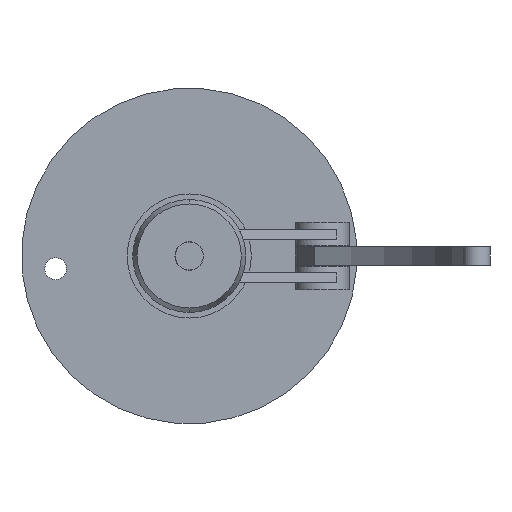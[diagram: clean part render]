
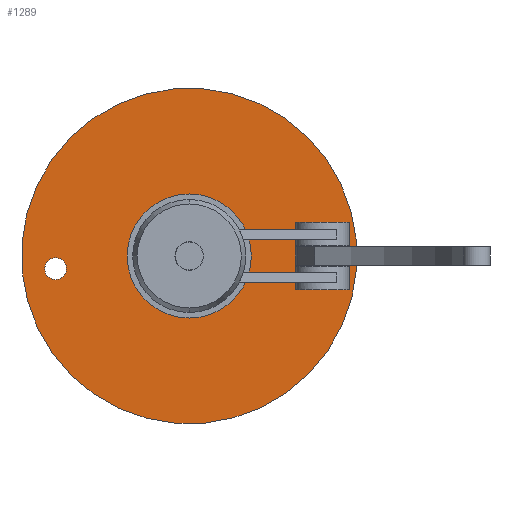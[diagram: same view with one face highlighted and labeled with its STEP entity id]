
A CAD part, front view. The second image highlights one B-rep face of the part: STEP entity #1289.
In plain terms, the highlighted planar face has unit normal (0, -1, 0).
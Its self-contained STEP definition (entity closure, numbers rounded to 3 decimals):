
#30 = CARTESIAN_POINT ( 'NONE',  ( 0., 0., 0. ) ) ;
#64 = CIRCLE ( 'NONE', #1742, 9. ) ;
#139 = DIRECTION ( 'NONE',  ( 0., 0., 1. ) ) ;
#167 = VERTEX_POINT ( 'NONE', #578 ) ;
#186 = DIRECTION ( 'NONE',  ( 0., 1., 0. ) ) ;
#198 = FACE_BOUND ( 'NONE', #2949, .T. ) ;
#213 = DIRECTION ( 'NONE',  ( 0., 0., 1. ) ) ;
#294 = CIRCLE ( 'NONE', #1499, 3.25 ) ;
#306 = FACE_OUTER_BOUND ( 'NONE', #2402, .T. ) ;
#392 = VERTEX_POINT ( 'NONE', #2048 ) ;
#425 = AXIS2_PLACEMENT_3D ( 'NONE', #3304, #1770, #213 ) ;
#484 = CARTESIAN_POINT ( 'NONE',  ( 0., 0., 0. ) ) ;
#578 = CARTESIAN_POINT ( 'NONE',  ( -40., 0., -3.25 ) ) ;
#586 = EDGE_CURVE ( 'NONE', #3007, #1791, #656, .T. ) ;
#599 = VERTEX_POINT ( 'NONE', #1879 ) ;
#656 = CIRCLE ( 'NONE', #1558, 9. ) ;
#702 = CIRCLE ( 'NONE', #816, 3.25 ) ;
#737 = DIRECTION ( 'NONE',  ( 0., 0., -1. ) ) ;
#803 = DIRECTION ( 'NONE',  ( 0., 0., -1. ) ) ;
#816 = AXIS2_PLACEMENT_3D ( 'NONE', #3211, #1681, #139 ) ;
#823 = CIRCLE ( 'NONE', #1274, 3.25 ) ;
#838 = AXIS2_PLACEMENT_3D ( 'NONE', #2891, #1353, #3140 ) ;
#842 = CARTESIAN_POINT ( 'NONE',  ( -40., 0., 0. ) ) ;
#904 = ORIENTED_EDGE ( 'NONE', *, *, #2003, .F. ) ;
#910 = CARTESIAN_POINT ( 'NONE',  ( 0., 0., 9. ) ) ;
#943 = EDGE_CURVE ( 'NONE', #1577, #3083, #1528, .T. ) ;
#977 = EDGE_CURVE ( 'NONE', #3083, #1577, #2726, .T. ) ;
#1020 = DIRECTION ( 'NONE',  ( 0., 1., 0. ) ) ;
#1100 = DIRECTION ( 'NONE',  ( 0., 1., 0. ) ) ;
#1103 = DIRECTION ( 'NONE',  ( 0., 0., 1. ) ) ;
#1217 = CARTESIAN_POINT ( 'NONE',  ( 0., 0., 0. ) ) ;
#1240 = ORIENTED_EDGE ( 'NONE', *, *, #2696, .T. ) ;
#1274 = AXIS2_PLACEMENT_3D ( 'NONE', #842, #2640, #1103 ) ;
#1289 = ADVANCED_FACE ( 'NONE', ( #1564, #1645, #306, #198 ), #3270, .F. ) ;
#1340 = CARTESIAN_POINT ( 'NONE',  ( 0., 0., 50. ) ) ;
#1353 = DIRECTION ( 'NONE',  ( 0., 1., 0. ) ) ;
#1413 = CARTESIAN_POINT ( 'NONE',  ( 0., 0., -9. ) ) ;
#1414 = EDGE_LOOP ( 'NONE', ( #2499, #904 ) ) ;
#1490 = ORIENTED_EDGE ( 'NONE', *, *, #2896, .T. ) ;
#1499 = AXIS2_PLACEMENT_3D ( 'NONE', #2564, #1020, #2822 ) ;
#1528 = CIRCLE ( 'NONE', #838, 50. ) ;
#1537 = AXIS2_PLACEMENT_3D ( 'NONE', #2639, #1100, #2900 ) ;
#1558 = AXIS2_PLACEMENT_3D ( 'NONE', #30, #1847, #803 ) ;
#1564 = FACE_BOUND ( 'NONE', #1414, .T. ) ;
#1577 = VERTEX_POINT ( 'NONE', #1340 ) ;
#1595 = EDGE_LOOP ( 'NONE', ( #1785, #2616 ) ) ;
#1645 = FACE_BOUND ( 'NONE', #1595, .T. ) ;
#1681 = DIRECTION ( 'NONE',  ( 0., 1., 0. ) ) ;
#1742 = AXIS2_PLACEMENT_3D ( 'NONE', #484, #2301, #737 ) ;
#1770 = DIRECTION ( 'NONE',  ( 0., 1., 0. ) ) ;
#1785 = ORIENTED_EDGE ( 'NONE', *, *, #3260, .T. ) ;
#1791 = VERTEX_POINT ( 'NONE', #910 ) ;
#1847 = DIRECTION ( 'NONE',  ( 0., -1., 0. ) ) ;
#1879 = CARTESIAN_POINT ( 'NONE',  ( 40., 0., 3.25 ) ) ;
#2003 = EDGE_CURVE ( 'NONE', #1791, #3007, #64, .T. ) ;
#2011 = DIRECTION ( 'NONE',  ( 0., 0., 1. ) ) ;
#2048 = CARTESIAN_POINT ( 'NONE',  ( 40., 0., -3.25 ) ) ;
#2261 = EDGE_CURVE ( 'NONE', #599, #392, #3289, .T. ) ;
#2301 = DIRECTION ( 'NONE',  ( 0., -1., 0. ) ) ;
#2340 = AXIS2_PLACEMENT_3D ( 'NONE', #1217, #186, #2011 ) ;
#2402 = EDGE_LOOP ( 'NONE', ( #2489, #2861 ) ) ;
#2478 = CARTESIAN_POINT ( 'NONE',  ( 0., 0., -50. ) ) ;
#2489 = ORIENTED_EDGE ( 'NONE', *, *, #977, .F. ) ;
#2499 = ORIENTED_EDGE ( 'NONE', *, *, #586, .F. ) ;
#2564 = CARTESIAN_POINT ( 'NONE',  ( 40., 0., 0. ) ) ;
#2616 = ORIENTED_EDGE ( 'NONE', *, *, #2261, .T. ) ;
#2639 = CARTESIAN_POINT ( 'NONE',  ( 0., 0., 0. ) ) ;
#2640 = DIRECTION ( 'NONE',  ( 0., 1., 0. ) ) ;
#2696 = EDGE_CURVE ( 'NONE', #3030, #167, #702, .T. ) ;
#2726 = CIRCLE ( 'NONE', #1537, 50. ) ;
#2822 = DIRECTION ( 'NONE',  ( 0., 0., 1. ) ) ;
#2861 = ORIENTED_EDGE ( 'NONE', *, *, #943, .F. ) ;
#2891 = CARTESIAN_POINT ( 'NONE',  ( 0., 0., 0. ) ) ;
#2896 = EDGE_CURVE ( 'NONE', #167, #3030, #823, .T. ) ;
#2900 = DIRECTION ( 'NONE',  ( 0., 0., 1. ) ) ;
#2949 = EDGE_LOOP ( 'NONE', ( #1490, #1240 ) ) ;
#2963 = CARTESIAN_POINT ( 'NONE',  ( -40., 0., 3.25 ) ) ;
#3007 = VERTEX_POINT ( 'NONE', #1413 ) ;
#3030 = VERTEX_POINT ( 'NONE', #2963 ) ;
#3083 = VERTEX_POINT ( 'NONE', #2478 ) ;
#3140 = DIRECTION ( 'NONE',  ( 0., 0., 1. ) ) ;
#3211 = CARTESIAN_POINT ( 'NONE',  ( -40., 0., 0. ) ) ;
#3260 = EDGE_CURVE ( 'NONE', #392, #599, #294, .T. ) ;
#3270 = PLANE ( 'NONE',  #2340 ) ;
#3289 = CIRCLE ( 'NONE', #425, 3.25 ) ;
#3304 = CARTESIAN_POINT ( 'NONE',  ( 40., 0., 0. ) ) ;
